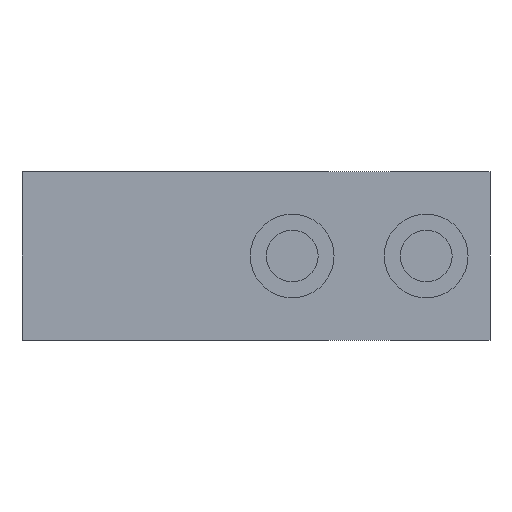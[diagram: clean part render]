
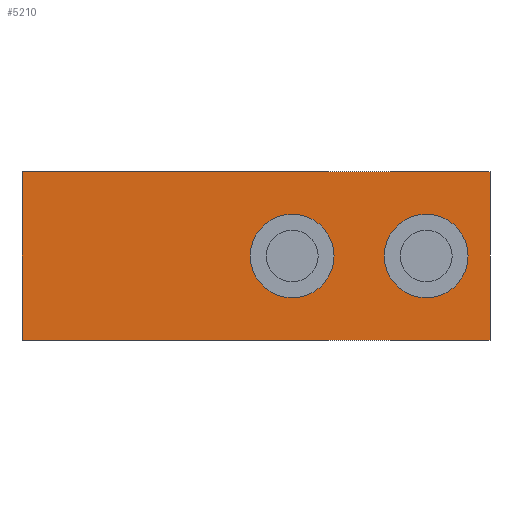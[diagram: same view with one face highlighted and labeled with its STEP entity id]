
A CAD part, left-side view. The second image highlights one B-rep face of the part: STEP entity #5210.
In plain terms, the highlighted planar face has unit normal (-1, 0, 0).
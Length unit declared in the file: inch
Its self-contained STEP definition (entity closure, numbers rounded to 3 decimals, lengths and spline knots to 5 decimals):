
#7 = CARTESIAN_POINT ( 'NONE',  ( 0., 2.2, 0.395 ) ) ;
#8 = ORIENTED_EDGE ( 'NONE', *, *, #3352, .T. ) ;
#9 = CIRCLE ( 'NONE', #5352, 0.19685 ) ;
#138 = CARTESIAN_POINT ( 'NONE',  ( 0., 0., 0.395 ) ) ;
#206 = CIRCLE ( 'NONE', #3836, 0.19685 ) ;
#331 = AXIS2_PLACEMENT_3D ( 'NONE', #1009, #3881, #1421 ) ;
#423 = ORIENTED_EDGE ( 'NONE', *, *, #2261, .F. ) ;
#490 = CARTESIAN_POINT ( 'NONE',  ( 0., 2.2, 0.395 ) ) ;
#525 = DIRECTION ( 'NONE',  ( 1., 0., 0. ) ) ;
#826 = FACE_OUTER_BOUND ( 'NONE', #2652, .T. ) ;
#864 = VECTOR ( 'NONE', #2523, 39.37008 ) ;
#918 = DIRECTION ( 'NONE',  ( 0., 0., -1. ) ) ;
#940 = DIRECTION ( 'NONE',  ( 0., -1., 0. ) ) ;
#982 = EDGE_CURVE ( 'NONE', #3896, #3383, #4786, .T. ) ;
#1009 = CARTESIAN_POINT ( 'NONE',  ( 0., 0.93, 0. ) ) ;
#1108 = CIRCLE ( 'NONE', #331, 0.19685 ) ;
#1314 = CARTESIAN_POINT ( 'NONE',  ( 0., 2.2, 0.395 ) ) ;
#1315 = DIRECTION ( 'NONE',  ( 0., 0., -1. ) ) ;
#1360 = ORIENTED_EDGE ( 'NONE', *, *, #3253, .F. ) ;
#1421 = DIRECTION ( 'NONE',  ( 0., 0., -1. ) ) ;
#1519 = VECTOR ( 'NONE', #940, 39.37008 ) ;
#1544 = CARTESIAN_POINT ( 'NONE',  ( 0., 0.93, 0. ) ) ;
#1615 = AXIS2_PLACEMENT_3D ( 'NONE', #1544, #4411, #1954 ) ;
#1636 = EDGE_CURVE ( 'NONE', #2991, #3896, #4164, .T. ) ;
#1687 = EDGE_CURVE ( 'NONE', #4508, #3219, #206, .T. ) ;
#1841 = ORIENTED_EDGE ( 'NONE', *, *, #982, .T. ) ;
#1954 = DIRECTION ( 'NONE',  ( 0., 0., -1. ) ) ;
#2058 = LINE ( 'NONE', #490, #2326 ) ;
#2075 = EDGE_CURVE ( 'NONE', #4921, #3721, #5007, .T. ) ;
#2160 = AXIS2_PLACEMENT_3D ( 'NONE', #7, #3774, #1315 ) ;
#2200 = EDGE_LOOP ( 'NONE', ( #8, #2859 ) ) ;
#2261 = EDGE_CURVE ( 'NONE', #2991, #4358, #2058, .T. ) ;
#2326 = VECTOR ( 'NONE', #3399, 39.37008 ) ;
#2488 = CARTESIAN_POINT ( 'NONE',  ( 0., 0.3, 0. ) ) ;
#2510 = EDGE_CURVE ( 'NONE', #3219, #4508, #9, .T. ) ;
#2523 = DIRECTION ( 'NONE',  ( 0., 0., -1. ) ) ;
#2524 = PLANE ( 'NONE',  #2160 ) ;
#2652 = EDGE_LOOP ( 'NONE', ( #4097, #1841, #1360, #423 ) ) ;
#2859 = ORIENTED_EDGE ( 'NONE', *, *, #2075, .T. ) ;
#2873 = EDGE_LOOP ( 'NONE', ( #2989, #3206 ) ) ;
#2908 = DIRECTION ( 'NONE',  ( 0., 0., -1. ) ) ;
#2989 = ORIENTED_EDGE ( 'NONE', *, *, #1687, .T. ) ;
#2991 = VERTEX_POINT ( 'NONE', #3516 ) ;
#3020 = CARTESIAN_POINT ( 'NONE',  ( 0., 0.3, 0. ) ) ;
#3206 = ORIENTED_EDGE ( 'NONE', *, *, #2510, .T. ) ;
#3219 = VERTEX_POINT ( 'NONE', #4086 ) ;
#3253 = EDGE_CURVE ( 'NONE', #4358, #3383, #4610, .T. ) ;
#3352 = EDGE_CURVE ( 'NONE', #3721, #4921, #1108, .T. ) ;
#3383 = VERTEX_POINT ( 'NONE', #4703 ) ;
#3390 = CARTESIAN_POINT ( 'NONE',  ( 0., 0., 0.395 ) ) ;
#3399 = DIRECTION ( 'NONE',  ( 0., -1., 0. ) ) ;
#3430 = DIRECTION ( 'NONE',  ( 0., 0., -1. ) ) ;
#3489 = CARTESIAN_POINT ( 'NONE',  ( 0., 0.93, -0.19685 ) ) ;
#3516 = CARTESIAN_POINT ( 'NONE',  ( 0., 2.2, 0.395 ) ) ;
#3548 = VECTOR ( 'NONE', #918, 39.37008 ) ;
#3721 = VERTEX_POINT ( 'NONE', #3489 ) ;
#3774 = DIRECTION ( 'NONE',  ( 1., 0., 0. ) ) ;
#3800 = CARTESIAN_POINT ( 'NONE',  ( 0., 2.2, -0.395 ) ) ;
#3836 = AXIS2_PLACEMENT_3D ( 'NONE', #3020, #525, #3430 ) ;
#3881 = DIRECTION ( 'NONE',  ( 1., 0., 0. ) ) ;
#3896 = VERTEX_POINT ( 'NONE', #4087 ) ;
#4005 = FACE_BOUND ( 'NONE', #2873, .T. ) ;
#4013 = CARTESIAN_POINT ( 'NONE',  ( 0., 0.93, 0.19685 ) ) ;
#4067 = CARTESIAN_POINT ( 'NONE',  ( 0., 0.3, -0.19685 ) ) ;
#4086 = CARTESIAN_POINT ( 'NONE',  ( 0., 0.3, 0.19685 ) ) ;
#4087 = CARTESIAN_POINT ( 'NONE',  ( 0., 2.2, -0.395 ) ) ;
#4097 = ORIENTED_EDGE ( 'NONE', *, *, #1636, .T. ) ;
#4164 = LINE ( 'NONE', #1314, #864 ) ;
#4358 = VERTEX_POINT ( 'NONE', #138 ) ;
#4411 = DIRECTION ( 'NONE',  ( 1., 0., 0. ) ) ;
#4508 = VERTEX_POINT ( 'NONE', #4067 ) ;
#4610 = LINE ( 'NONE', #3390, #3548 ) ;
#4703 = CARTESIAN_POINT ( 'NONE',  ( 0., 0., -0.395 ) ) ;
#4786 = LINE ( 'NONE', #3800, #1519 ) ;
#4921 = VERTEX_POINT ( 'NONE', #4013 ) ;
#5007 = CIRCLE ( 'NONE', #1615, 0.19685 ) ;
#5076 = FACE_BOUND ( 'NONE', #2200, .T. ) ;
#5210 = ADVANCED_FACE ( 'PLANAR_3', ( #5076, #4005, #826 ), #2524, .F. ) ;
#5352 = AXIS2_PLACEMENT_3D ( 'NONE', #2488, #5371, #2908 ) ;
#5371 = DIRECTION ( 'NONE',  ( 1., 0., 0. ) ) ;
